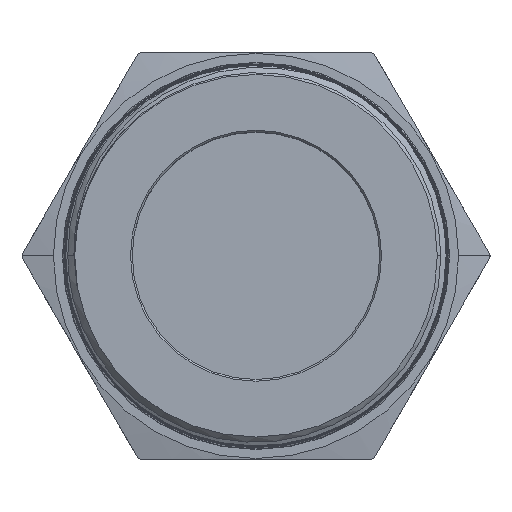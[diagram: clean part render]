
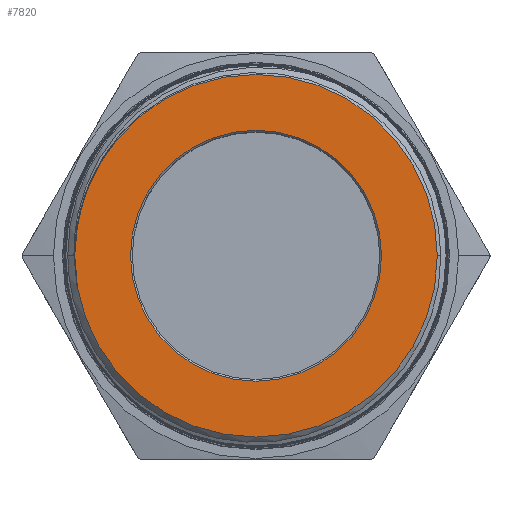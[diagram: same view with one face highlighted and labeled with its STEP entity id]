
A CAD part, top view. The second image highlights one B-rep face of the part: STEP entity #7820.
In plain terms, the highlighted planar face has unit normal (0, 0, 1).
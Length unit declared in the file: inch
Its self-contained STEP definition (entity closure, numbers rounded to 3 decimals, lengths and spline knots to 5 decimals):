
#369 = AXIS2_PLACEMENT_3D ( 'NONE', #4232, #4231, #4236 ) ;
#612 = EDGE_CURVE ( 'NONE', #2029, #2028, #8004, .T. ) ;
#649 = AXIS2_PLACEMENT_3D ( 'NONE', #1857, #1858, #1859 ) ;
#664 = AXIS2_PLACEMENT_3D ( 'NONE', #2747, #2748, #2484 ) ;
#689 = AXIS2_PLACEMENT_3D ( 'NONE', #2375, #2376, #2377 ) ;
#690 = AXIS2_PLACEMENT_3D ( 'NONE', #2458, #2459, #2460 ) ;
#1857 = CARTESIAN_POINT ( 'NONE',  ( 0., 0., 2.17 ) ) ;
#1858 = DIRECTION ( 'NONE',  ( 0., 0., -1. ) ) ;
#1859 = DIRECTION ( 'NONE',  ( -1., 0., 0. ) ) ;
#1963 = VERTEX_POINT ( 'NONE', #2653 ) ;
#1964 = VERTEX_POINT ( 'NONE', #2654 ) ;
#2028 = VERTEX_POINT ( 'NONE', #2718 ) ;
#2029 = VERTEX_POINT ( 'NONE', #2719 ) ;
#2171 = EDGE_LOOP ( 'NONE', ( #8133, #8135 ) ) ;
#2375 = CARTESIAN_POINT ( 'NONE',  ( 0., 0., 2.17 ) ) ;
#2376 = DIRECTION ( 'NONE',  ( 0., 0., 1. ) ) ;
#2377 = DIRECTION ( 'NONE',  ( 1., 0., 0. ) ) ;
#2458 = CARTESIAN_POINT ( 'NONE',  ( 0., 0., 2.17 ) ) ;
#2459 = DIRECTION ( 'NONE',  ( 0., 0., 1. ) ) ;
#2460 = DIRECTION ( 'NONE',  ( 1., 0., 0. ) ) ;
#2484 = DIRECTION ( 'NONE',  ( -1., 0., 0. ) ) ;
#2653 = CARTESIAN_POINT ( 'NONE',  ( 2.11719, 0., 2.17 ) ) ;
#2654 = CARTESIAN_POINT ( 'NONE',  ( -2.11719, 0., 2.17 ) ) ;
#2718 = CARTESIAN_POINT ( 'NONE',  ( 1.465, 0., 2.17 ) ) ;
#2719 = CARTESIAN_POINT ( 'NONE',  ( -1.465, 0., 2.17 ) ) ;
#2747 = CARTESIAN_POINT ( 'NONE',  ( 0., 0., 2.17 ) ) ;
#2748 = DIRECTION ( 'NONE',  ( 0., 0., -1. ) ) ;
#3304 = CIRCLE ( 'NONE', #689, 2.11719 ) ;
#3311 = CIRCLE ( 'NONE', #690, 2.11719 ) ;
#3419 = FACE_BOUND ( 'NONE', #2171, .T. ) ;
#3497 = FACE_OUTER_BOUND ( 'NONE', #7827, .T. ) ;
#3631 = EDGE_CURVE ( 'NONE', #2028, #2029, #8042, .T. ) ;
#3674 = EDGE_CURVE ( 'NONE', #1963, #1964, #3304, .T. ) ;
#3679 = EDGE_CURVE ( 'NONE', #1964, #1963, #3311, .T. ) ;
#4231 = DIRECTION ( 'NONE',  ( 0., 0., 1. ) ) ;
#4232 = CARTESIAN_POINT ( 'NONE',  ( 0., 0., 2.17 ) ) ;
#4234 = PLANE ( 'NONE',  #369 ) ;
#4236 = DIRECTION ( 'NONE',  ( 1., 0., 0. ) ) ;
#7820 = ADVANCED_FACE ( 'NONE', ( #3419, #3497 ), #4234, .T. ) ;
#7827 = EDGE_LOOP ( 'NONE', ( #8129, #8128 ) ) ;
#8004 = CIRCLE ( 'NONE', #649, 1.465 ) ;
#8042 = CIRCLE ( 'NONE', #664, 1.465 ) ;
#8128 = ORIENTED_EDGE ( 'NONE', *, *, #3674, .T. ) ;
#8129 = ORIENTED_EDGE ( 'NONE', *, *, #3679, .T. ) ;
#8133 = ORIENTED_EDGE ( 'NONE', *, *, #3631, .T. ) ;
#8135 = ORIENTED_EDGE ( 'NONE', *, *, #612, .T. ) ;
